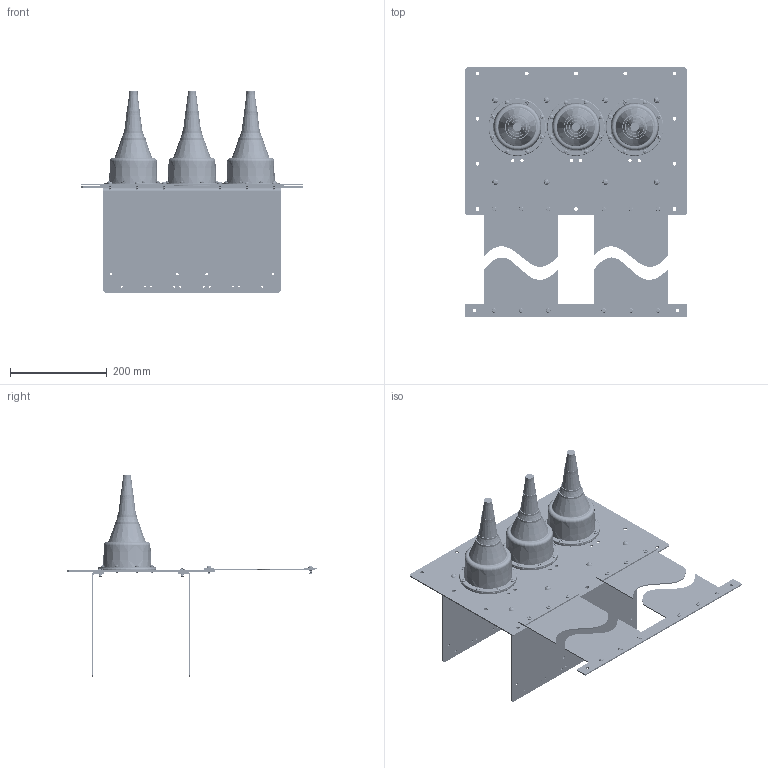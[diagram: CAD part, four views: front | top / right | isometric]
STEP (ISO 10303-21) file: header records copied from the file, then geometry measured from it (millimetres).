
FILE_DESCRIPTION (( 'STEP AP214' ), '1' );
FILE_NAME ('3PEEP.STEP', '2018-11-12T21:49:53', ( '' ), ( '' ), 'SwSTEP 2.0', 'SolidWorks 2018', '' );
FILE_SCHEMA (( 'AUTOMOTIVE_DESIGN' ));
Length unit declared in the file: inch
Products named in the file (11): 1171-0211-08; 5410-0069; 1211-0111-08; 5410-0083; 5410-0144; 5900-0060; 3PEEP; 4033-0001_SHORTEN; 5430-0004; 1241-0311-08; 5410-0084
Assembly tree (58 placements, depth 2):
  3PEEP
    5410-0069
    5900-0060  x3
    5410-0144  x2
    1241-0311-08  x8
    1171-0211-08  x24
    5430-0004  x3
    5410-0084
    5410-0083  x2
    4033-0001_SHORTEN  x2
    1211-0111-08  x12
Bounding box: 457.2 x 514.35 x 415.42 mm (x, y, z)
Volume: 1453054.2 mm3; surface area: 1041598.8 mm2
Topology: 60 solids, 60 shells, 5855 faces, 14690 edges, 9004 vertices
Faces by surface type: cylinder 3264, cone 1424, plane 713, bspline 220, torus 186, sphere 48
Entity records: 24646 total; most frequent: CARTESIAN_POINT 6686, DIRECTION 3766, ORIENTED_EDGE 3410, EDGE_CURVE 1705, AXIS2_PLACEMENT_3D 1537, VERTEX_POINT 1058, EDGE_LOOP 911, CIRCLE 820
